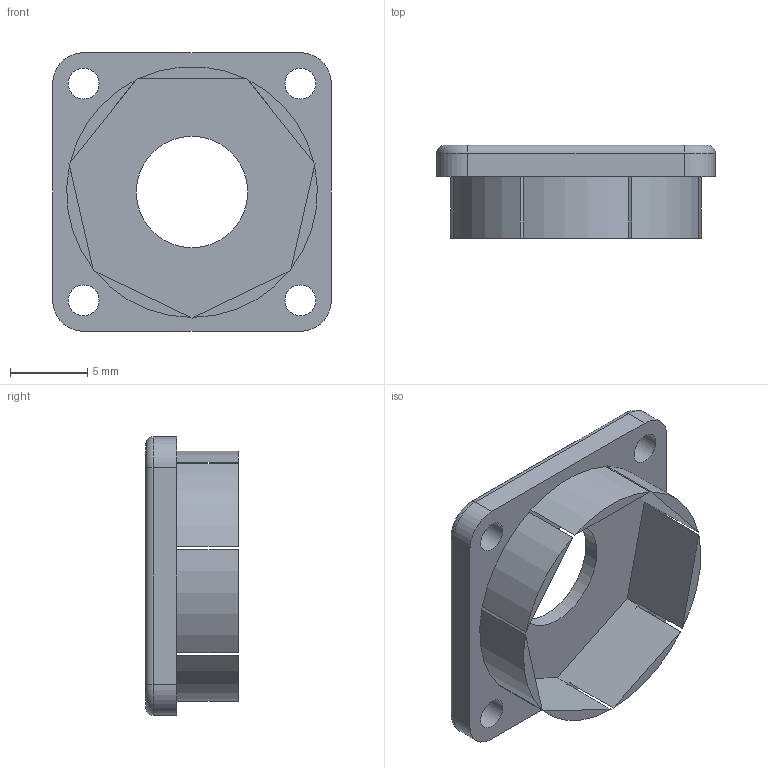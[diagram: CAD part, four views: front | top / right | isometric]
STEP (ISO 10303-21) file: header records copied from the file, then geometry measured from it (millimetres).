
FILE_DESCRIPTION(('FreeCAD Model'),'2;1');
FILE_NAME('Open CASCADE Shape Model','2025-06-16T20:12:14',(''),(''), 'Open CASCADE STEP processor 7.8','FreeCAD','Unknown');
FILE_SCHEMA(('AUTOMOTIVE_DESIGN { 1 0 10303 214 1 1 1 1 }'));
Length unit declared in the file: millimetre
Products named in the file (1): AntennaSide1
Bounding box: 18 x 6 x 18 mm (x, y, z)
Volume: 487.5 mm3; surface area: 1168.4 mm2
Topology: 1 solids, 1 shells, 45 faces, 118 edges, 76 vertices
Faces by surface type: plane 21, cylinder 20, torus 4
Full cylindrical faces by diameter (mm): 2 x4, 7.2 x1
Entity records: 3031 total; most frequent: CARTESIAN_POINT 602, DIRECTION 469, LINE 278, VECTOR 278, ORIENTED_EDGE 236, PCURVE 236, DEFINITIONAL_REPRESENTATION 236, EDGE_CURVE 118
